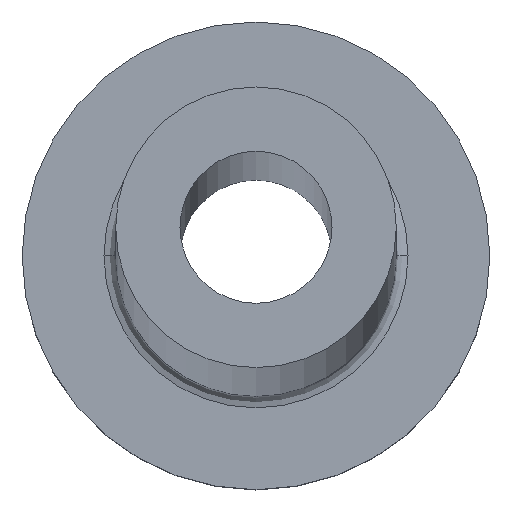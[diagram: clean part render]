
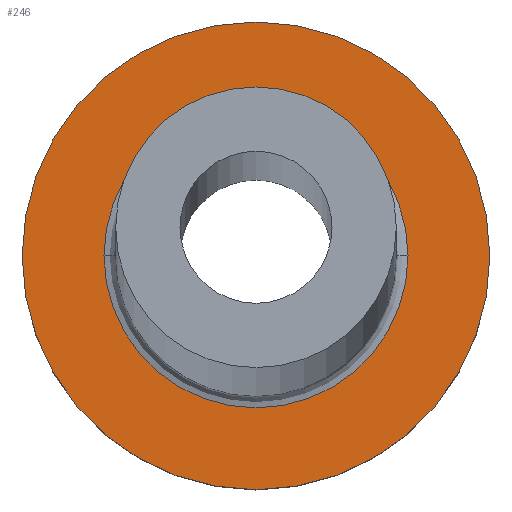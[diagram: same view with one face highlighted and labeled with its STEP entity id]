
A CAD part, top view. The second image highlights one B-rep face of the part: STEP entity #246.
In plain terms, the highlighted planar face has unit normal (0, 0, 1).
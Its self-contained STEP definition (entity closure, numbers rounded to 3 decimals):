
#13 = EDGE_LOOP ( 'NONE', ( #72, #318 ) ) ;
#14 = DIRECTION ( 'NONE',  ( 1., 0., 0. ) ) ;
#16 = DIRECTION ( 'NONE',  ( 1., 0., 0. ) ) ;
#24 = PLANE ( 'NONE',  #226 ) ;
#26 = CIRCLE ( 'NONE', #273, 6.5 ) ;
#43 = CARTESIAN_POINT ( 'NONE',  ( -10., 0., 7. ) ) ;
#48 = CARTESIAN_POINT ( 'NONE',  ( 6.5, 0., 7. ) ) ;
#56 = FACE_OUTER_BOUND ( 'NONE', #258, .T. ) ;
#58 = CARTESIAN_POINT ( 'NONE',  ( 0., 0., 7. ) ) ;
#72 = ORIENTED_EDGE ( 'NONE', *, *, #128, .T. ) ;
#73 = AXIS2_PLACEMENT_3D ( 'NONE', #335, #198, #282 ) ;
#83 = CARTESIAN_POINT ( 'NONE',  ( -6.5, 0., 7. ) ) ;
#87 = EDGE_CURVE ( 'NONE', #275, #171, #26, .T. ) ;
#102 = DIRECTION ( 'NONE',  ( 0., 0., 1. ) ) ;
#103 = EDGE_CURVE ( 'NONE', #195, #197, #220, .T. ) ;
#128 = EDGE_CURVE ( 'NONE', #171, #275, #320, .T. ) ;
#164 = ORIENTED_EDGE ( 'NONE', *, *, #103, .T. ) ;
#171 = VERTEX_POINT ( 'NONE', #48 ) ;
#182 = CARTESIAN_POINT ( 'NONE',  ( 0., 0., 7. ) ) ;
#184 = AXIS2_PLACEMENT_3D ( 'NONE', #365, #102, #16 ) ;
#185 = FACE_BOUND ( 'NONE', #13, .T. ) ;
#192 = CARTESIAN_POINT ( 'NONE',  ( 0., 0., 7. ) ) ;
#195 = VERTEX_POINT ( 'NONE', #43 ) ;
#197 = VERTEX_POINT ( 'NONE', #279 ) ;
#198 = DIRECTION ( 'NONE',  ( 0., 0., -1. ) ) ;
#217 = AXIS2_PLACEMENT_3D ( 'NONE', #182, #346, #271 ) ;
#220 = CIRCLE ( 'NONE', #184, 10. ) ;
#226 = AXIS2_PLACEMENT_3D ( 'NONE', #58, #378, #295 ) ;
#246 = ADVANCED_FACE ( 'NONE', ( #185, #56 ), #24, .T. ) ;
#258 = EDGE_LOOP ( 'NONE', ( #164, #364 ) ) ;
#271 = DIRECTION ( 'NONE',  ( 1., 0., 0. ) ) ;
#273 = AXIS2_PLACEMENT_3D ( 'NONE', #192, #332, #14 ) ;
#275 = VERTEX_POINT ( 'NONE', #83 ) ;
#279 = CARTESIAN_POINT ( 'NONE',  ( 10., 0., 7. ) ) ;
#282 = DIRECTION ( 'NONE',  ( 1., 0., 0. ) ) ;
#295 = DIRECTION ( 'NONE',  ( 1., 0., 0. ) ) ;
#318 = ORIENTED_EDGE ( 'NONE', *, *, #87, .T. ) ;
#320 = CIRCLE ( 'NONE', #73, 6.5 ) ;
#332 = DIRECTION ( 'NONE',  ( 0., 0., -1. ) ) ;
#335 = CARTESIAN_POINT ( 'NONE',  ( 0., 0., 7. ) ) ;
#336 = CIRCLE ( 'NONE', #217, 10. ) ;
#346 = DIRECTION ( 'NONE',  ( 0., 0., 1. ) ) ;
#358 = EDGE_CURVE ( 'NONE', #197, #195, #336, .T. ) ;
#364 = ORIENTED_EDGE ( 'NONE', *, *, #358, .T. ) ;
#365 = CARTESIAN_POINT ( 'NONE',  ( 0., 0., 7. ) ) ;
#378 = DIRECTION ( 'NONE',  ( 0., 0., 1. ) ) ;
